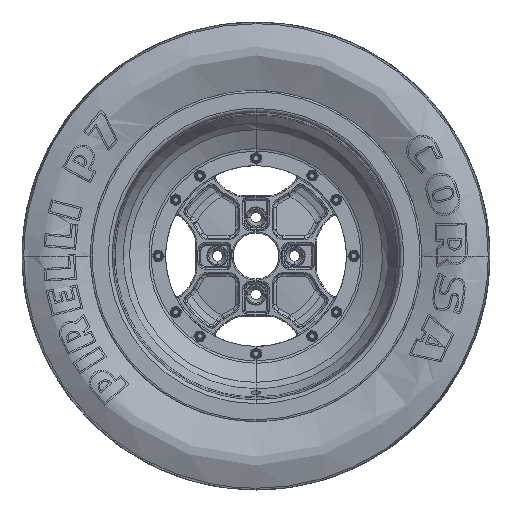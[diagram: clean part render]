
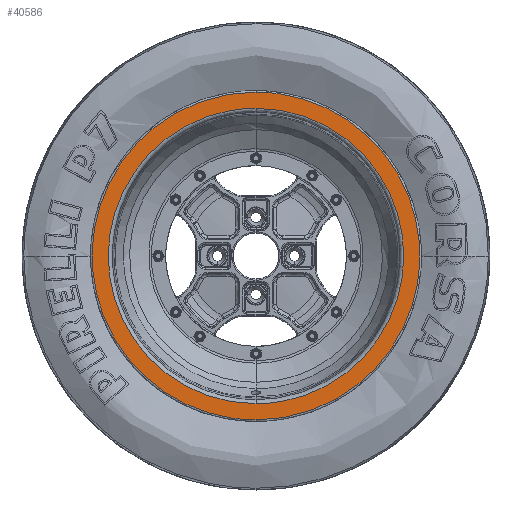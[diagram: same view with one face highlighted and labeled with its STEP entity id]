
A CAD part, left-side view. The second image highlights one B-rep face of the part: STEP entity #40586.
In plain terms, the highlighted free-form (B-spline) face has degree [1, 1] with [2, 2] control points.
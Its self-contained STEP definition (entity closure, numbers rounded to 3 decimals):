
#38434 = VERTEX_POINT('',#38435);
#38435 = CARTESIAN_POINT('',(-103.433,0.,
    -256.127));
#38441 = EDGE_CURVE('',#38442,#38434,#38444,.T.);
#38442 = VERTEX_POINT('',#38443);
#38443 = CARTESIAN_POINT('',(-103.433,0.,256.127));
#38444 = ( BOUNDED_CURVE() B_SPLINE_CURVE(2,(#38445,#38446,#38447,#38448
,#38449),.UNSPECIFIED.,.F.,.F.) B_SPLINE_CURVE_WITH_KNOTS((3,2,3),(0.,
1.571,3.142),.PIECEWISE_BEZIER_KNOTS.) CURVE() 
GEOMETRIC_REPRESENTATION_ITEM() RATIONAL_B_SPLINE_CURVE((1.,
0.707,1.,0.707,1.)) REPRESENTATION_ITEM('') );
#38445 = CARTESIAN_POINT('',(-103.433,0.,256.127));
#38446 = CARTESIAN_POINT('',(-103.433,256.127,
    256.127));
#38447 = CARTESIAN_POINT('',(-103.433,256.127,
    0.));
#38448 = CARTESIAN_POINT('',(-103.433,256.127,
    -256.127));
#38449 = CARTESIAN_POINT('',(-103.433,0.,
    -256.127));
#38586 = EDGE_CURVE('',#38587,#38589,#38591,.T.);
#38587 = VERTEX_POINT('',#38588);
#38588 = CARTESIAN_POINT('',(-103.433,0.,
    -230.853));
#38589 = VERTEX_POINT('',#38590);
#38590 = CARTESIAN_POINT('',(-103.433,0.,230.853));
#38591 = ( BOUNDED_CURVE() B_SPLINE_CURVE(2,(#38592,#38593,#38594,#38595
,#38596),.UNSPECIFIED.,.F.,.F.) B_SPLINE_CURVE_WITH_KNOTS((3,2,3),(
    3.142,4.712,6.283),
.PIECEWISE_BEZIER_KNOTS.) CURVE() GEOMETRIC_REPRESENTATION_ITEM() 
RATIONAL_B_SPLINE_CURVE((1.,0.707,1.,0.707,1.)) 
REPRESENTATION_ITEM('') );
#38592 = CARTESIAN_POINT('',(-103.433,0.,
    -230.853));
#38593 = CARTESIAN_POINT('',(-103.433,230.853,
    -230.853));
#38594 = CARTESIAN_POINT('',(-103.433,230.853,
    0.));
#38595 = CARTESIAN_POINT('',(-103.433,230.853,
    230.853));
#38596 = CARTESIAN_POINT('',(-103.433,0.,
    230.853));
#40586 = ADVANCED_FACE('',(#40587,#40598),#40609,.T.);
#40587 = FACE_BOUND('',#40588,.T.);
#40588 = EDGE_LOOP('',(#40589,#40590));
#40589 = ORIENTED_EDGE('',*,*,#38441,.T.);
#40590 = ORIENTED_EDGE('',*,*,#40591,.T.);
#40591 = EDGE_CURVE('',#38434,#38442,#40592,.T.);
#40592 = ( BOUNDED_CURVE() B_SPLINE_CURVE(2,(#40593,#40594,#40595,#40596
,#40597),.UNSPECIFIED.,.F.,.F.) B_SPLINE_CURVE_WITH_KNOTS((3,2,3),(
    3.142,4.712,6.283),
.PIECEWISE_BEZIER_KNOTS.) CURVE() GEOMETRIC_REPRESENTATION_ITEM() 
RATIONAL_B_SPLINE_CURVE((1.,0.707,1.,0.707,1.)) 
REPRESENTATION_ITEM('') );
#40593 = CARTESIAN_POINT('',(-103.433,0.,
    -256.127));
#40594 = CARTESIAN_POINT('',(-103.433,-256.127,
    -256.127));
#40595 = CARTESIAN_POINT('',(-103.433,-256.127,
    0.));
#40596 = CARTESIAN_POINT('',(-103.433,-256.127,
    256.127));
#40597 = CARTESIAN_POINT('',(-103.433,0.,
    256.127));
#40598 = FACE_BOUND('',#40599,.T.);
#40599 = EDGE_LOOP('',(#40600,#40608));
#40600 = ORIENTED_EDGE('',*,*,#40601,.T.);
#40601 = EDGE_CURVE('',#38589,#38587,#40602,.T.);
#40602 = ( BOUNDED_CURVE() B_SPLINE_CURVE(2,(#40603,#40604,#40605,#40606
,#40607),.UNSPECIFIED.,.F.,.F.) B_SPLINE_CURVE_WITH_KNOTS((3,2,3),(0.,
1.571,3.142),.PIECEWISE_BEZIER_KNOTS.) CURVE() 
GEOMETRIC_REPRESENTATION_ITEM() RATIONAL_B_SPLINE_CURVE((1.,
0.707,1.,0.707,1.)) REPRESENTATION_ITEM('') );
#40603 = CARTESIAN_POINT('',(-103.433,0.,230.853));
#40604 = CARTESIAN_POINT('',(-103.433,-230.853,
    230.853));
#40605 = CARTESIAN_POINT('',(-103.433,-230.853,
    0.));
#40606 = CARTESIAN_POINT('',(-103.433,-230.853,
    -230.853));
#40607 = CARTESIAN_POINT('',(-103.433,0.,
    -230.853));
#40608 = ORIENTED_EDGE('',*,*,#38586,.T.);
#40609 = B_SPLINE_SURFACE_WITH_KNOTS('',1,1,(
    (#40610,#40611)
    ,(#40612,#40613
    )),.UNSPECIFIED.,.F.,.F.,.F.,(2,2),(2,2),(-208.5,208.5),(
    -391.844,25.156),.PIECEWISE_BEZIER_KNOTS.);
#40610 = CARTESIAN_POINT('',(-103.433,-256.127,
    -256.127));
#40611 = CARTESIAN_POINT('',(-103.433,256.127,
    -256.127));
#40612 = CARTESIAN_POINT('',(-103.433,-256.127,
    256.127));
#40613 = CARTESIAN_POINT('',(-103.433,256.127,
    256.127));
